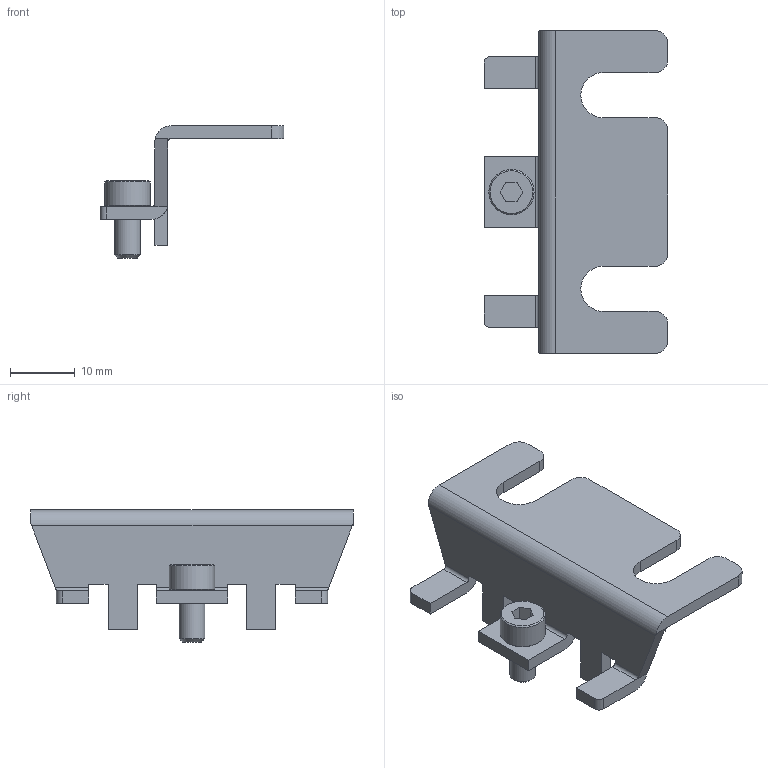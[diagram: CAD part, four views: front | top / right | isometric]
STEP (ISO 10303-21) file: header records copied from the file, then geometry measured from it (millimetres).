
FILE_DESCRIPTION(/* description */ (''),/* implementation_level */ '2;1');
FILE_NAME(/* name */ '6.stp',/* time_stamp */ '2016-07-08T08:39:26+02:00',/* author */ ('jmetzger'),/* organization */ (''),/* preprocessor_version */ 'ST-DEVELOPER v15.2',/* originating_system */ 'Autodesk Inventor 2014',/* authorisation */ '');
FILE_SCHEMA (('AUTOMOTIVE_DESIGN { 1 0 10303 214 3 1 1 }'));
Length unit declared in the file: centimetre
Products named in the file (1): 6
Bounding box: 28.5 x 50 x 20.5 mm (x, y, z)
Volume: 3228.7 mm3; surface area: 3850 mm2
Topology: 1 solids, 1 shells, 76 faces, 203 edges, 133 vertices
Faces by surface type: plane 51, cylinder 21, cone 4
Full cylindrical faces by diameter (mm): 4 x1, 4.5 x1, 7 x1
Entity records: 2431 total; most frequent: CARTESIAN_POINT 404, DIRECTION 399, ORIENTED_EDGE 390, EDGE_CURVE 195, LINE 145, VECTOR 145, VERTEX_POINT 132, AXIS2_PLACEMENT_3D 127
